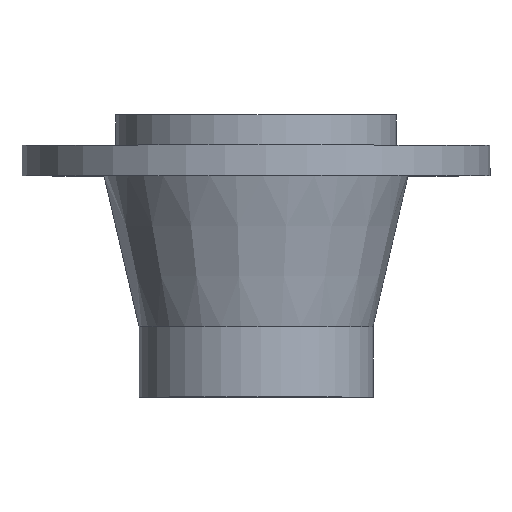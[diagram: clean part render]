
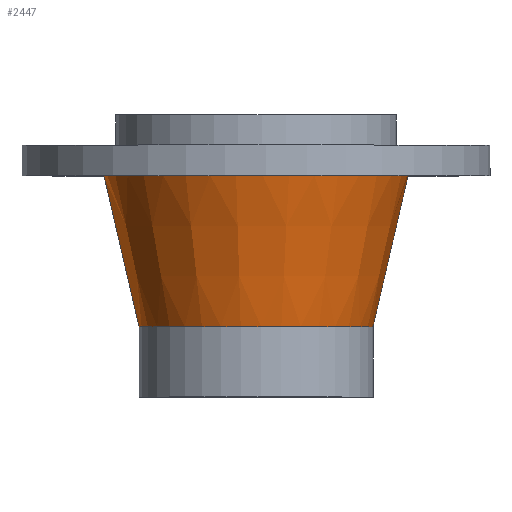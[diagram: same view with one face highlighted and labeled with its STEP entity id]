
A CAD part, top view. The second image highlights one B-rep face of the part: STEP entity #2447.
In plain terms, the highlighted conical face has half-angle 13.092 degrees and reference radius 41.275 mm.
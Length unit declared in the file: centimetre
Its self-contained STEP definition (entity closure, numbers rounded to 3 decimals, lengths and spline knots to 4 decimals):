
#136 = CARTESIAN_POINT ( 'NONE',  ( 0., 113.3708, 4.1275 ) ) ;
#157 = ORIENTED_EDGE ( 'NONE', *, *, #727, .T. ) ;
#344 = DIRECTION ( 'NONE',  ( 0., 1., 0. ) ) ;
#357 = AXIS2_PLACEMENT_3D ( 'NONE', #659, #3226, #2629 ) ;
#370 = LINE ( 'NONE', #408, #1266 ) ;
#408 = CARTESIAN_POINT ( 'NONE',  ( 0., 113.3708, -4.1275 ) ) ;
#485 = VERTEX_POINT ( 'NONE', #2124 ) ;
#659 = CARTESIAN_POINT ( 'NONE',  ( 0., 109.275, 0. ) ) ;
#727 = EDGE_CURVE ( 'NONE', #485, #968, #370, .T. ) ;
#738 = ORIENTED_EDGE ( 'NONE', *, *, #931, .F. ) ;
#892 = CARTESIAN_POINT ( 'NONE',  ( 0., 113.3708, -4.1275 ) ) ;
#910 = DIRECTION ( 'NONE',  ( 0., 0., 1. ) ) ;
#931 = EDGE_CURVE ( 'NONE', #2837, #2569, #3735, .T. ) ;
#961 = EDGE_LOOP ( 'NONE', ( #1990, #157, #2202, #738 ) ) ;
#968 = VERTEX_POINT ( 'NONE', #892 ) ;
#1266 = VECTOR ( 'NONE', #1632, 100. ) ;
#1288 = CIRCLE ( 'NONE', #357, 3.175 ) ;
#1569 = CARTESIAN_POINT ( 'NONE',  ( 0., 113.3708, 4.1275 ) ) ;
#1632 = DIRECTION ( 'NONE',  ( 0., 0.974, -0.227 ) ) ;
#1724 = AXIS2_PLACEMENT_3D ( 'NONE', #3232, #2219, #2554 ) ;
#1894 = CARTESIAN_POINT ( 'NONE',  ( 0., 113.3708, 0. ) ) ;
#1990 = ORIENTED_EDGE ( 'NONE', *, *, #3929, .F. ) ;
#2124 = CARTESIAN_POINT ( 'NONE',  ( 0., 109.275, -3.175 ) ) ;
#2146 = EDGE_CURVE ( 'NONE', #968, #2569, #2663, .T. ) ;
#2202 = ORIENTED_EDGE ( 'NONE', *, *, #2146, .T. ) ;
#2219 = DIRECTION ( 'NONE',  ( 0., -1., 0. ) ) ;
#2447 = ADVANCED_FACE ( 'NONE', ( #3115 ), #2461, .T. ) ;
#2456 = AXIS2_PLACEMENT_3D ( 'NONE', #1894, #344, #910 ) ;
#2461 = CONICAL_SURFACE ( 'NONE', #2456, 4.1275, 0.228 ) ;
#2535 = CARTESIAN_POINT ( 'NONE',  ( 0., 109.275, 3.175 ) ) ;
#2554 = DIRECTION ( 'NONE',  ( 0., 0., -1. ) ) ;
#2569 = VERTEX_POINT ( 'NONE', #136 ) ;
#2629 = DIRECTION ( 'NONE',  ( 0., 0., 1. ) ) ;
#2663 = CIRCLE ( 'NONE', #1724, 4.1275 ) ;
#2837 = VERTEX_POINT ( 'NONE', #2535 ) ;
#3115 = FACE_OUTER_BOUND ( 'NONE', #961, .T. ) ;
#3226 = DIRECTION ( 'NONE',  ( 0., -1., 0. ) ) ;
#3232 = CARTESIAN_POINT ( 'NONE',  ( 0., 113.3708, 0. ) ) ;
#3391 = DIRECTION ( 'NONE',  ( 0., 0.974, 0.227 ) ) ;
#3735 = LINE ( 'NONE', #1569, #4024 ) ;
#3929 = EDGE_CURVE ( 'NONE', #485, #2837, #1288, .T. ) ;
#4024 = VECTOR ( 'NONE', #3391, 100. ) ;
